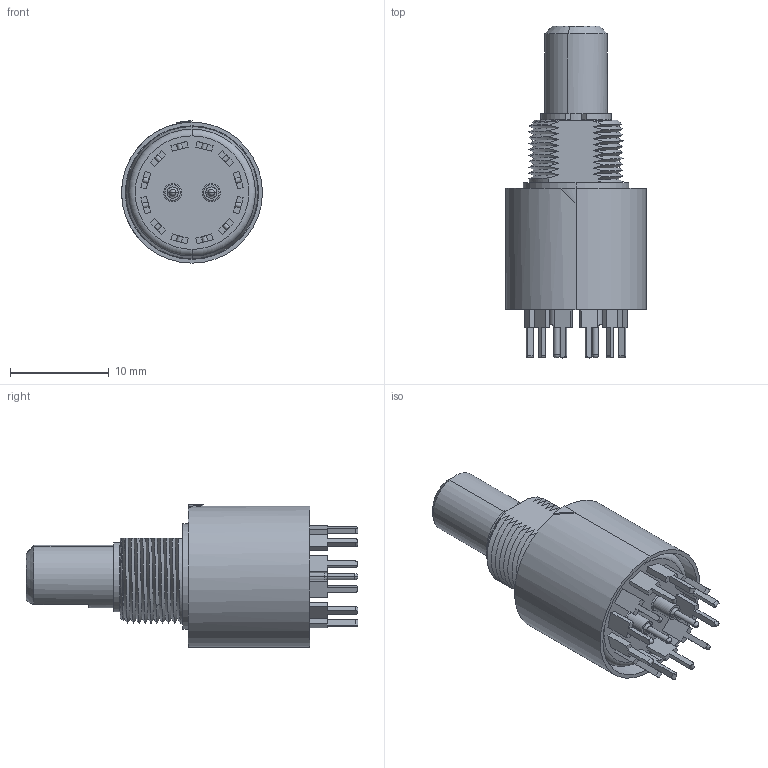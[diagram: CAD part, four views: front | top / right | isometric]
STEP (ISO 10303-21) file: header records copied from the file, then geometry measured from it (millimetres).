
FILE_DESCRIPTION((''),'2;1');
FILE_NAME('51KPT30-01-2-XX','2010-09-01T',('Administrator'),(''),'PRO/ENGINEER BY PARAMETRIC TECHNOLOGY CORPORATION, 2006200','PRO/ENGINEER BY PARAMETRIC TECHNOLOGY CORPORATION, 2006200','');
FILE_SCHEMA(('CONFIG_CONTROL_DESIGN'));
Length unit declared in the file: inch
Products named in the file (1): 51KPT30-01-2-XX
Bounding box: 14.27 x 33.6 x 14.4 mm (x, y, z)
Volume: 1465.1 mm3; surface area: 3101.4 mm2
Topology: 3 solids, 3 shells, 888 faces, 2457 edges, 1630 vertices
Faces by surface type: plane 749, cylinder 87, bspline 26, cone 12, torus 10, sphere 4
Entity records: 40086 total; most frequent: CARTESIAN_POINT 8112, ORIENTED_EDGE 4906, DIRECTION 4323, EDGE_CURVE 2453, VECTOR 2117, LINE 2117, VERTEX_POINT 1630, FILL_AREA_STYLE_COLOUR 1495
